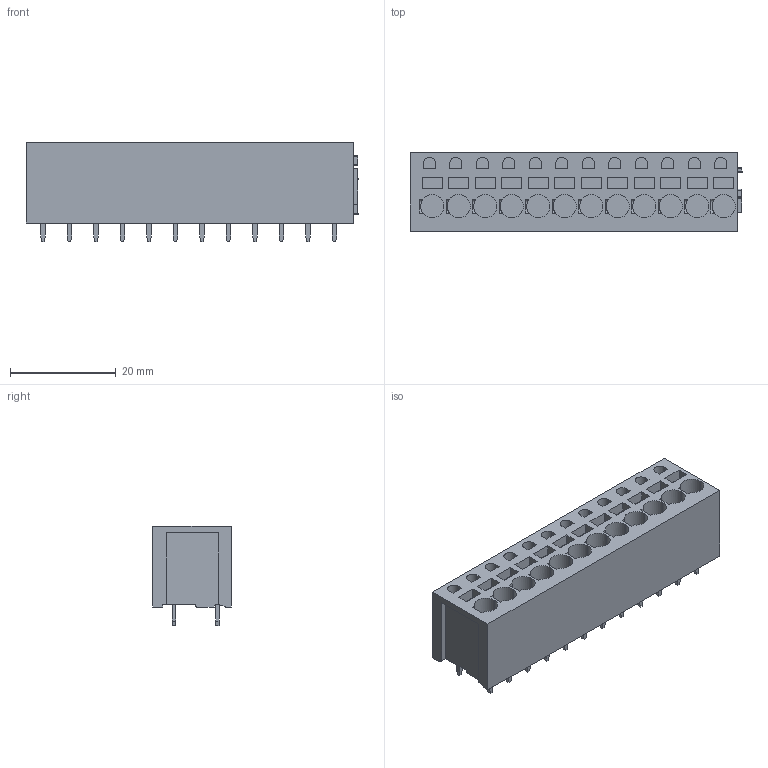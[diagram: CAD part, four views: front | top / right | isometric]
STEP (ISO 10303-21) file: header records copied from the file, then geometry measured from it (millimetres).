
FILE_DESCRIPTION(('CATIA V5 STEP Exchange','CAx-IF Rec.Pracs.--- Model Styling and Organization---1.4--- 2014-01-23'),'2;1');
FILE_NAME ('419713-3_3', '2022-08-11T06:51:21+00:00', ('none'), ('Weidmueller'), 'CATIA Version 5-6 Release 2016 SP3 HF44', 'CATIA V5 STEP AP214', 'none');
FILE_SCHEMA(('AUTOMOTIVE_DESIGN { 1 0 10303 214 1 1 1 1 }'));
Length unit declared in the file: millimetre
Products named in the file (1): 1425650000
Bounding box: 62.65 x 14.8 x 18.7 mm (x, y, z)
Volume: 12154.9 mm3; surface area: 6436.5 mm2
Topology: 25 solids, 25 shells, 472 faces, 1149 edges, 766 vertices
Faces by surface type: plane 397, cylinder 75
Entity records: 13293 total; most frequent: CARTESIAN_POINT 2415, ORIENTED_EDGE 2298, DIRECTION 1814, EDGE_CURVE 1149, VECTOR 975, LINE 975, VERTEX_POINT 766, EDGE_LOOP 511
